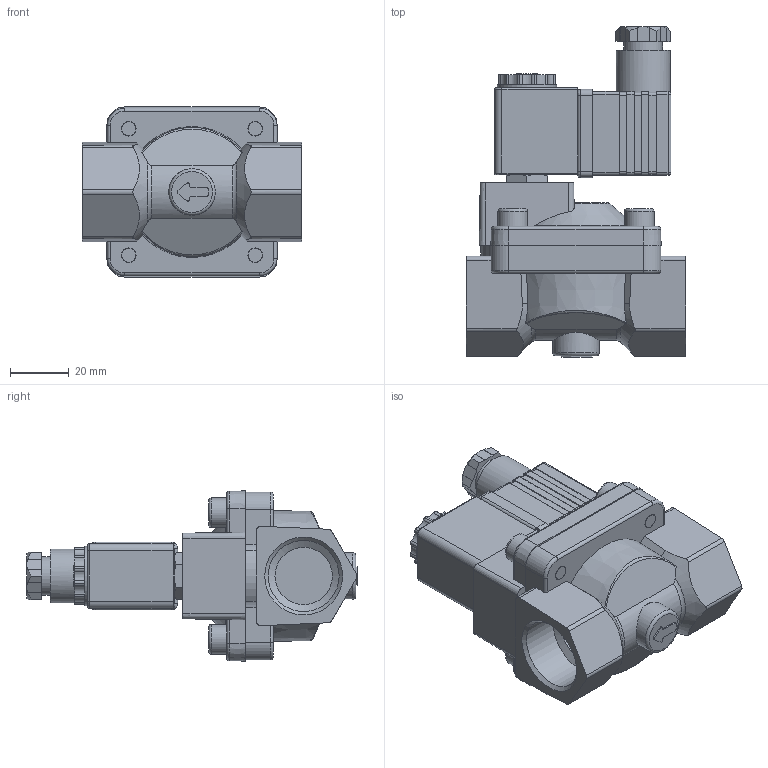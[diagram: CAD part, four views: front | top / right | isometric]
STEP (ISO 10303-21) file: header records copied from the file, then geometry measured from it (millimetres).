
FILE_DESCRIPTION((''),'2;1');
FILE_NAME('MS2A19E020I23050.stp','2022-01-20T14:55:44',('RL'),(''),'Autodesk Inventor 2012','Autodesk Inventor 2012','');
FILE_SCHEMA(('AUTOMOTIVE_DESIGN { 1 0 10303 214 1 1 1 1 }'));
Length unit declared in the file: millimetre
Products named in the file (3): MS2A19E020I230/50; MS2A19E020I23050.; GDB09
Assembly tree (2 placements, depth 2):
  MS2A19E020I230/50
    MS2A19E020I23050.
    GDB09
Bounding box: 74.5 x 112.25 x 57.8 mm (x, y, z)
Volume: 152304.3 mm3; surface area: 35218 mm2
Topology: 3 solids, 3 shells, 477 faces, 1240 edges, 806 vertices
Faces by surface type: plane 257, cylinder 149, cone 38, torus 23, bspline 6, sphere 4
Full cylindrical faces by diameter (mm): 1.7 x3, 2.459 x1, 5 x1, 6 x1, 6.9 x1, 7.1 x1, 10 x4, 11 x1, 13.2 x1, 15.8 x1, 18.3 x1, 19.5 x2, 20.2 x1, 24.117 x2
Entity records: 15508 total; most frequent: CARTESIAN_POINT 3360, DIRECTION 2422, ORIENTED_EDGE 2378, EDGE_CURVE 1189, AXIS2_PLACEMENT_3D 860, VERTEX_POINT 793, VECTOR 702, LINE 702
